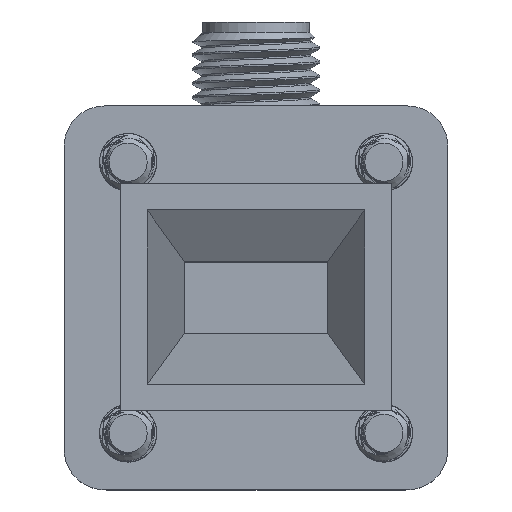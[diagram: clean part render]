
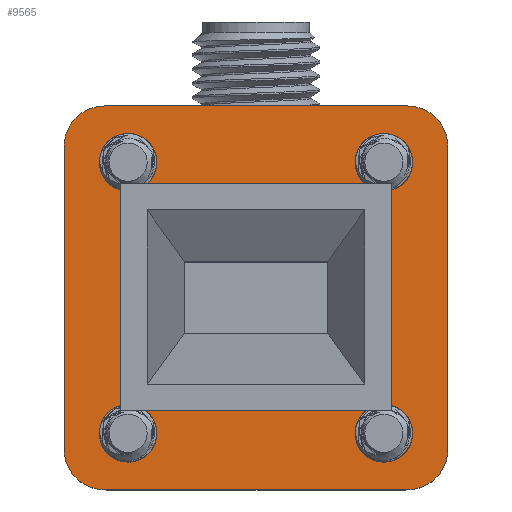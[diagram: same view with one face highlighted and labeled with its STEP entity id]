
A CAD part, top view. The second image highlights one B-rep face of the part: STEP entity #9565.
In plain terms, the highlighted planar face has unit normal (0, 0, 1).
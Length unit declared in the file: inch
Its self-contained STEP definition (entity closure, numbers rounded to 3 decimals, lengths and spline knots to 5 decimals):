
#187 = ORIENTED_EDGE ( 'NONE', *, *, #2468, .T. ) ;
#377 = CARTESIAN_POINT ( 'NONE',  ( -0.29626, 0.375, 1.67546 ) ) ;
#436 = VERTEX_POINT ( 'NONE', #7979 ) ;
#564 = VECTOR ( 'NONE', #10239, 39.37008 ) ;
#739 = CARTESIAN_POINT ( 'NONE',  ( 0.26496, -0.25, 1.67546 ) ) ;
#772 = VERTEX_POINT ( 'NONE', #8646 ) ;
#836 = CARTESIAN_POINT ( 'NONE',  ( -0.12906, -0.19906, 1.67546 ) ) ;
#860 = DIRECTION ( 'NONE',  ( 0., -1., 0. ) ) ;
#989 = AXIS2_PLACEMENT_3D ( 'NONE', #8095, #13261, #4805 ) ;
#1127 = EDGE_CURVE ( 'NONE', #12799, #8215, #12285, .T. ) ;
#1225 = EDGE_CURVE ( 'NONE', #436, #4895, #12764, .T. ) ;
#1312 = LINE ( 'NONE', #4442, #5045 ) ;
#1324 = VERTEX_POINT ( 'NONE', #5467 ) ;
#1372 = CIRCLE ( 'NONE', #3322, 0.0445 ) ;
#1461 = ORIENTED_EDGE ( 'NONE', *, *, #4797, .T. ) ;
#1489 = CARTESIAN_POINT ( 'NONE',  ( 0.12906, 0.19906, 1.67546 ) ) ;
#1584 = AXIS2_PLACEMENT_3D ( 'NONE', #13353, #4046, #12337 ) ;
#1606 = ORIENTED_EDGE ( 'NONE', *, *, #1225, .T. ) ;
#1748 = DIRECTION ( 'NONE',  ( 0., 0., 1. ) ) ;
#1846 = EDGE_LOOP ( 'NONE', ( #4892 ) ) ;
#1861 = CIRCLE ( 'NONE', #2729, 0.07874 ) ;
#1931 = DIRECTION ( 'NONE',  ( -1., 0., 0. ) ) ;
#1993 = CARTESIAN_POINT ( 'NONE',  ( 0.29626, 0.375, 1.67546 ) ) ;
#1995 = PLANE ( 'NONE',  #989 ) ;
#2105 = EDGE_CURVE ( 'NONE', #4688, #7476, #7226, .T. ) ;
#2127 = VERTEX_POINT ( 'NONE', #836 ) ;
#2307 = CIRCLE ( 'NONE', #12263, 0.07874 ) ;
#2430 = VECTOR ( 'NONE', #2882, 39.37008 ) ;
#2468 = EDGE_CURVE ( 'NONE', #6953, #2844, #2307, .T. ) ;
#2729 = AXIS2_PLACEMENT_3D ( 'NONE', #11040, #1748, #9012 ) ;
#2789 = DIRECTION ( 'NONE',  ( 0., -1., 0. ) ) ;
#2844 = VERTEX_POINT ( 'NONE', #3952 ) ;
#2882 = DIRECTION ( 'NONE',  ( -1., 0., 0. ) ) ;
#3192 = EDGE_CURVE ( 'NONE', #1324, #1324, #3635, .T. ) ;
#3248 = ORIENTED_EDGE ( 'NONE', *, *, #7176, .T. ) ;
#3257 = ORIENTED_EDGE ( 'NONE', *, *, #11405, .T. ) ;
#3322 = AXIS2_PLACEMENT_3D ( 'NONE', #739, #5019, #7055 ) ;
#3328 = CARTESIAN_POINT ( 'NONE',  ( -0.375, -0.29626, 1.67546 ) ) ;
#3614 = DIRECTION ( 'NONE',  ( -1., 0., 0. ) ) ;
#3635 = CIRCLE ( 'NONE', #9500, 0.0445 ) ;
#3856 = CARTESIAN_POINT ( 'NONE',  ( 0.12906, -0.29626, 1.67546 ) ) ;
#3940 = EDGE_CURVE ( 'NONE', #2127, #772, #1312, .T. ) ;
#3952 = CARTESIAN_POINT ( 'NONE',  ( -0.375, 0.29626, 1.67546 ) ) ;
#4046 = DIRECTION ( 'NONE',  ( 0., 0., -1. ) ) ;
#4186 = EDGE_CURVE ( 'NONE', #7476, #2127, #6986, .T. ) ;
#4232 = VECTOR ( 'NONE', #860, 39.37008 ) ;
#4339 = CARTESIAN_POINT ( 'NONE',  ( 0.375, 0.29626, 1.67546 ) ) ;
#4442 = CARTESIAN_POINT ( 'NONE',  ( 0.29626, -0.19906, 1.67546 ) ) ;
#4625 = CARTESIAN_POINT ( 'NONE',  ( 0.29626, -0.375, 1.67546 ) ) ;
#4688 = VERTEX_POINT ( 'NONE', #1489 ) ;
#4797 = EDGE_CURVE ( 'NONE', #5402, #5402, #1372, .T. ) ;
#4805 = DIRECTION ( 'NONE',  ( -1., 0., 0. ) ) ;
#4837 = AXIS2_PLACEMENT_3D ( 'NONE', #7086, #11224, #1931 ) ;
#4852 = CARTESIAN_POINT ( 'NONE',  ( 0.29626, -0.29626, 1.67546 ) ) ;
#4862 = VERTEX_POINT ( 'NONE', #12245 ) ;
#4866 = EDGE_LOOP ( 'NONE', ( #11900 ) ) ;
#4892 = ORIENTED_EDGE ( 'NONE', *, *, #3192, .T. ) ;
#4895 = VERTEX_POINT ( 'NONE', #4339 ) ;
#4935 = DIRECTION ( 'NONE',  ( -1., 0., 0. ) ) ;
#5012 = DIRECTION ( 'NONE',  ( -1., 0., 0. ) ) ;
#5015 = CARTESIAN_POINT ( 'NONE',  ( -0.375, 0.29626, 1.67546 ) ) ;
#5019 = DIRECTION ( 'NONE',  ( 0., 0., -1. ) ) ;
#5045 = VECTOR ( 'NONE', #9384, 39.37008 ) ;
#5202 = DIRECTION ( 'NONE',  ( 0., 1., 0. ) ) ;
#5402 = VERTEX_POINT ( 'NONE', #5995 ) ;
#5415 = FACE_OUTER_BOUND ( 'NONE', #10806, .T. ) ;
#5454 = DIRECTION ( 'NONE',  ( 0., 0., -1. ) ) ;
#5456 = EDGE_CURVE ( 'NONE', #8215, #436, #11347, .T. ) ;
#5467 = CARTESIAN_POINT ( 'NONE',  ( -0.30946, -0.25, 1.67546 ) ) ;
#5684 = DIRECTION ( 'NONE',  ( 0., 0., -1. ) ) ;
#5730 = CARTESIAN_POINT ( 'NONE',  ( -0.30946, 0.25, 1.67546 ) ) ;
#5798 = VERTEX_POINT ( 'NONE', #5730 ) ;
#5913 = CARTESIAN_POINT ( 'NONE',  ( -0.12906, 0.19906, 1.67546 ) ) ;
#5972 = VECTOR ( 'NONE', #4935, 39.37008 ) ;
#5995 = CARTESIAN_POINT ( 'NONE',  ( 0.22046, -0.25, 1.67546 ) ) ;
#6105 = ORIENTED_EDGE ( 'NONE', *, *, #1127, .T. ) ;
#6124 = CARTESIAN_POINT ( 'NONE',  ( 0.29626, 0.375, 1.67546 ) ) ;
#6165 = LINE ( 'NONE', #5015, #4232 ) ;
#6429 = EDGE_CURVE ( 'NONE', #4862, #4862, #12200, .T. ) ;
#6753 = EDGE_CURVE ( 'NONE', #772, #4688, #13170, .T. ) ;
#6765 = FACE_BOUND ( 'NONE', #11644, .T. ) ;
#6953 = VERTEX_POINT ( 'NONE', #377 ) ;
#6986 = LINE ( 'NONE', #9969, #12418 ) ;
#7055 = DIRECTION ( 'NONE',  ( -1., 0., 0. ) ) ;
#7086 = CARTESIAN_POINT ( 'NONE',  ( 0.29626, 0.29626, 1.67546 ) ) ;
#7176 = EDGE_CURVE ( 'NONE', #7223, #6953, #8290, .T. ) ;
#7223 = VERTEX_POINT ( 'NONE', #1993 ) ;
#7226 = LINE ( 'NONE', #9186, #5972 ) ;
#7476 = VERTEX_POINT ( 'NONE', #5913 ) ;
#7599 = CARTESIAN_POINT ( 'NONE',  ( 0.375, 0.29626, 1.67546 ) ) ;
#7719 = VERTEX_POINT ( 'NONE', #3328 ) ;
#7783 = EDGE_LOOP ( 'NONE', ( #8014, #12770, #8525, #12693 ) ) ;
#7979 = CARTESIAN_POINT ( 'NONE',  ( 0.375, -0.29626, 1.67546 ) ) ;
#8014 = ORIENTED_EDGE ( 'NONE', *, *, #3940, .F. ) ;
#8054 = VECTOR ( 'NONE', #5202, 39.37008 ) ;
#8058 = CARTESIAN_POINT ( 'NONE',  ( -0.29626, 0.29626, 1.67546 ) ) ;
#8095 = CARTESIAN_POINT ( 'NONE',  ( 0.29626, -0.29626, 1.67546 ) ) ;
#8141 = VECTOR ( 'NONE', #11671, 39.37008 ) ;
#8188 = DIRECTION ( 'NONE',  ( 0., 0., 1. ) ) ;
#8215 = VERTEX_POINT ( 'NONE', #4625 ) ;
#8279 = EDGE_CURVE ( 'NONE', #2844, #7719, #6165, .T. ) ;
#8290 = LINE ( 'NONE', #6124, #2430 ) ;
#8525 = ORIENTED_EDGE ( 'NONE', *, *, #2105, .F. ) ;
#8646 = CARTESIAN_POINT ( 'NONE',  ( 0.12906, -0.19906, 1.67546 ) ) ;
#8922 = EDGE_CURVE ( 'NONE', #7719, #12799, #1861, .T. ) ;
#8979 = DIRECTION ( 'NONE',  ( 0., 0., 1. ) ) ;
#9012 = DIRECTION ( 'NONE',  ( -1., 0., 0. ) ) ;
#9186 = CARTESIAN_POINT ( 'NONE',  ( 0.29626, 0.19906, 1.67546 ) ) ;
#9236 = CARTESIAN_POINT ( 'NONE',  ( -0.29626, -0.375, 1.67546 ) ) ;
#9238 = ORIENTED_EDGE ( 'NONE', *, *, #8279, .T. ) ;
#9384 = DIRECTION ( 'NONE',  ( 1., 0., 0. ) ) ;
#9478 = CIRCLE ( 'NONE', #10328, 0.0445 ) ;
#9500 = AXIS2_PLACEMENT_3D ( 'NONE', #11895, #5454, #3614 ) ;
#9556 = FACE_BOUND ( 'NONE', #7783, .T. ) ;
#9565 = ADVANCED_FACE ( 'NONE', ( #6765, #10836, #10899, #12887, #5415, #9556 ), #1995, .F. ) ;
#9845 = EDGE_LOOP ( 'NONE', ( #1461 ) ) ;
#9889 = DIRECTION ( 'NONE',  ( -1., 0., 0. ) ) ;
#9969 = CARTESIAN_POINT ( 'NONE',  ( -0.12906, -0.29626, 1.67546 ) ) ;
#10239 = DIRECTION ( 'NONE',  ( 1., 0., 0. ) ) ;
#10328 = AXIS2_PLACEMENT_3D ( 'NONE', #12002, #5684, #9889 ) ;
#10481 = ORIENTED_EDGE ( 'NONE', *, *, #8922, .T. ) ;
#10806 = EDGE_LOOP ( 'NONE', ( #6105, #11589, #1606, #13080, #3248, #187, #9238, #10481 ) ) ;
#10836 = FACE_BOUND ( 'NONE', #4866, .T. ) ;
#10899 = FACE_BOUND ( 'NONE', #9845, .T. ) ;
#11040 = CARTESIAN_POINT ( 'NONE',  ( -0.29626, -0.29626, 1.67546 ) ) ;
#11194 = CARTESIAN_POINT ( 'NONE',  ( 0.29626, -0.375, 1.67546 ) ) ;
#11224 = DIRECTION ( 'NONE',  ( 0., 0., 1. ) ) ;
#11347 = CIRCLE ( 'NONE', #11998, 0.07874 ) ;
#11405 = EDGE_CURVE ( 'NONE', #5798, #5798, #9478, .T. ) ;
#11589 = ORIENTED_EDGE ( 'NONE', *, *, #5456, .T. ) ;
#11644 = EDGE_LOOP ( 'NONE', ( #3257 ) ) ;
#11671 = DIRECTION ( 'NONE',  ( 0., 1., 0. ) ) ;
#11895 = CARTESIAN_POINT ( 'NONE',  ( -0.26496, -0.25, 1.67546 ) ) ;
#11900 = ORIENTED_EDGE ( 'NONE', *, *, #6429, .T. ) ;
#11998 = AXIS2_PLACEMENT_3D ( 'NONE', #4852, #8979, #13127 ) ;
#12002 = CARTESIAN_POINT ( 'NONE',  ( -0.26496, 0.25, 1.67546 ) ) ;
#12177 = EDGE_CURVE ( 'NONE', #4895, #7223, #13281, .T. ) ;
#12200 = CIRCLE ( 'NONE', #1584, 0.0445 ) ;
#12245 = CARTESIAN_POINT ( 'NONE',  ( 0.22046, 0.25, 1.67546 ) ) ;
#12263 = AXIS2_PLACEMENT_3D ( 'NONE', #8058, #8188, #5012 ) ;
#12285 = LINE ( 'NONE', #11194, #564 ) ;
#12337 = DIRECTION ( 'NONE',  ( -1., 0., 0. ) ) ;
#12418 = VECTOR ( 'NONE', #2789, 39.37008 ) ;
#12693 = ORIENTED_EDGE ( 'NONE', *, *, #6753, .F. ) ;
#12764 = LINE ( 'NONE', #7599, #8141 ) ;
#12770 = ORIENTED_EDGE ( 'NONE', *, *, #4186, .F. ) ;
#12799 = VERTEX_POINT ( 'NONE', #9236 ) ;
#12887 = FACE_BOUND ( 'NONE', #1846, .T. ) ;
#13080 = ORIENTED_EDGE ( 'NONE', *, *, #12177, .T. ) ;
#13127 = DIRECTION ( 'NONE',  ( -1., 0., 0. ) ) ;
#13170 = LINE ( 'NONE', #3856, #8054 ) ;
#13261 = DIRECTION ( 'NONE',  ( 0., 0., -1. ) ) ;
#13281 = CIRCLE ( 'NONE', #4837, 0.07874 ) ;
#13353 = CARTESIAN_POINT ( 'NONE',  ( 0.26496, 0.25, 1.67546 ) ) ;
